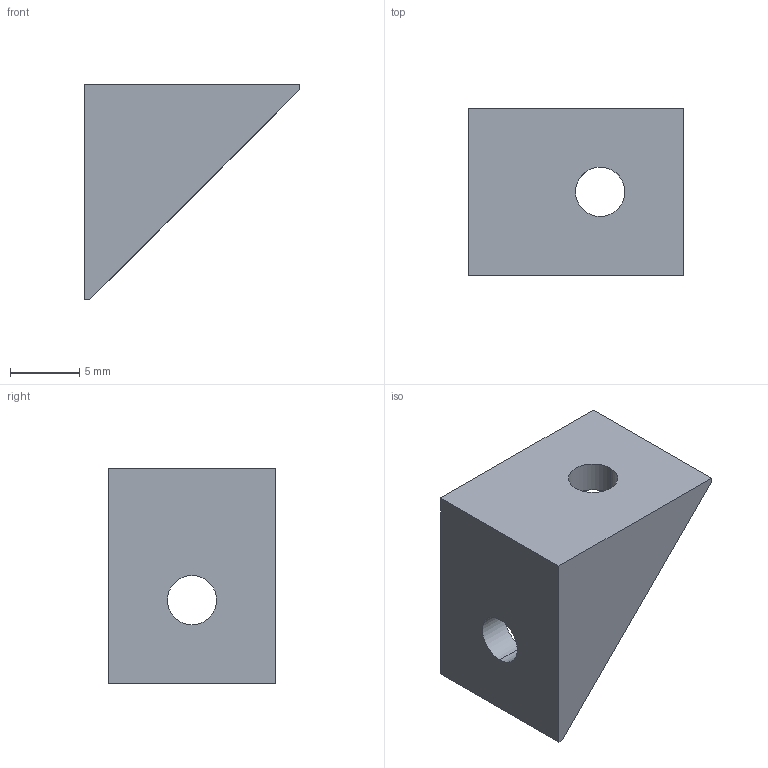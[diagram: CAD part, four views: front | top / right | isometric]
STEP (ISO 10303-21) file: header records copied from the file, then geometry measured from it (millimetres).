
FILE_DESCRIPTION (( 'STEP AP203' ), '1' );
FILE_NAME ('585071.STEP', '2017-01-25T18:58:38', ( '' ), ( '' ), 'SwSTEP 2.0', 'SolidWorks 2016', '' );
FILE_SCHEMA (( 'CONFIG_CONTROL_DESIGN' ));
Length unit declared in the file: inch
Products named in the file (1): 585071
Bounding box: 15.56 x 12.06 x 15.56 mm (x, y, z)
Volume: 1103.3 mm3; surface area: 1052.7 mm2
Topology: 1 solids, 1 shells, 16 faces, 39 edges, 26 vertices
Faces by surface type: plane 9, cylinder 7
Entity records: 561 total; most frequent: CARTESIAN_POINT 100, ORIENTED_EDGE 78, DIRECTION 78, EDGE_CURVE 39, AXIS2_PLACEMENT_3D 28, VERTEX_POINT 26, VECTOR 22, LINE 22
